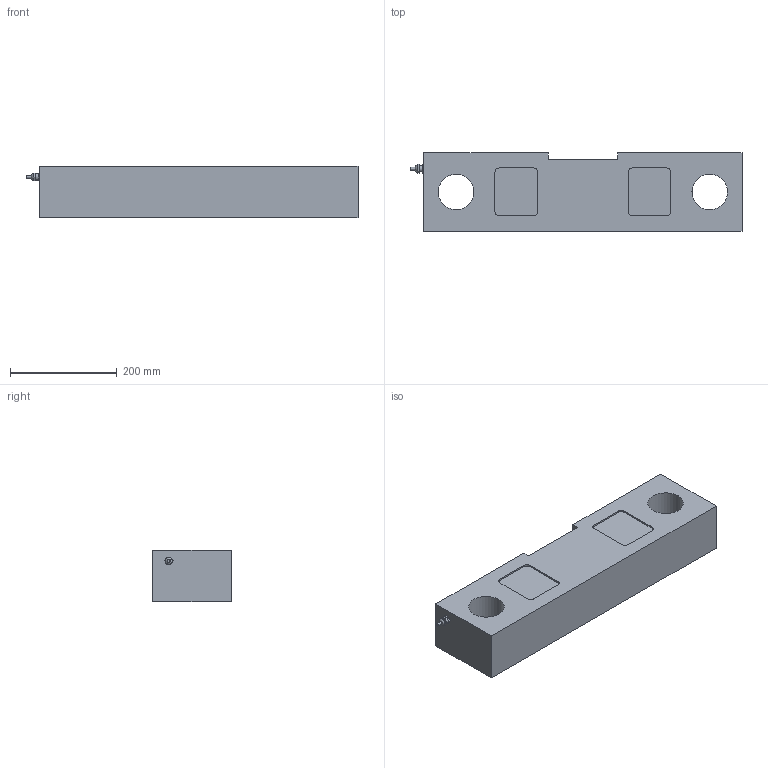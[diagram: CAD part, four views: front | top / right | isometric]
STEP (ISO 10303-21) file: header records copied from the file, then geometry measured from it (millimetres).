
FILE_DESCRIPTION(/* description */ (''),/* implementation_level */ '2;1');
FILE_NAME(/* name */ '102EH-300klb v2.step',/* time_stamp */ '2020-01-27T09:08:50-08:00',/* author */ (''),/* organization */ (''),/* preprocessor_version */ 'ST-DEVELOPER v18',/* originating_system */ 'Autodesk Translation Framework v8.12.0.6',/* authorisation */ '');
FILE_SCHEMA (('AUTOMOTIVE_DESIGN { 1 0 10303 214 3 1 1 }'));
Length unit declared in the file: inch
Products named in the file (2): 102EH-300klb; Connector
Assembly tree (1 placements, depth 2):
  102EH-300klb
    Connector
Bounding box: 622.93 x 147.07 x 96.52 mm (x, y, z)
Volume: 7552772.9 mm3; surface area: 350353 mm2
Topology: 2 solids, 2 shells, 74 faces, 183 edges, 122 vertices
Faces by surface type: plane 49, cylinder 23, bspline 1, cone 1
Full cylindrical faces by diameter (mm): 5.1 x1, 10 x1, 12 x2, 13 x1, 66.802 x2
Entity records: 2278 total; most frequent: CARTESIAN_POINT 407, DIRECTION 384, ORIENTED_EDGE 364, EDGE_CURVE 182, LINE 132, VECTOR 132, AXIS2_PLACEMENT_3D 126, VERTEX_POINT 122
